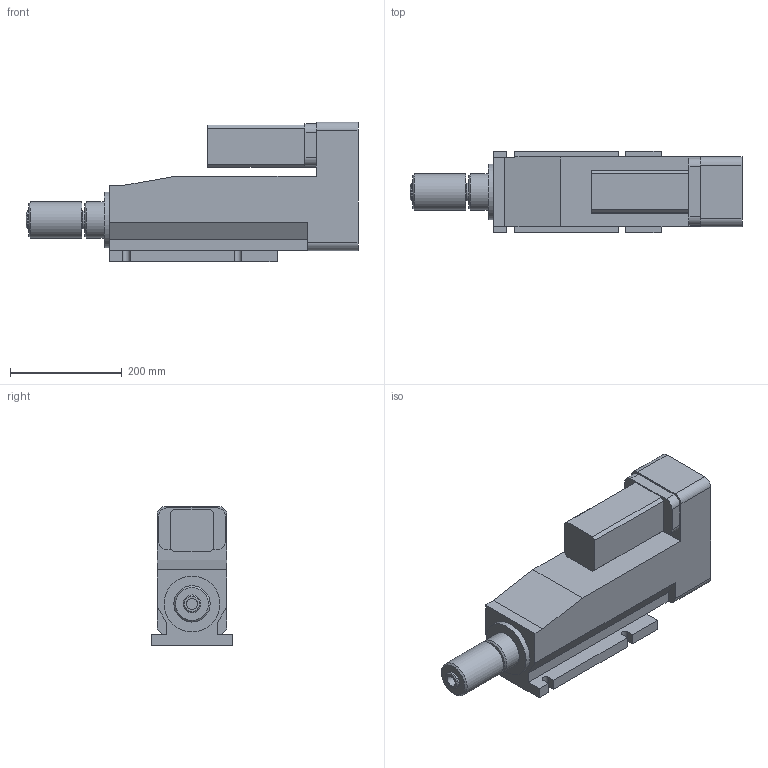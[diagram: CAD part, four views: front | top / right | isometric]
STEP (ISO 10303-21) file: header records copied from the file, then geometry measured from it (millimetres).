
FILE_DESCRIPTION( ( 'STEP AP203' ), '1' );
FILE_NAME( 'JPU-504.stp', '2006-04-03T08:52:21', ( ' ' ), ( ' ' ), 'XStep 1.0', ' ', ' ' );
FILE_SCHEMA( ( 'CONFIG_CONTROL_DESIGN) ( )' ) );
Length unit declared in the file: millimetre
Products named in the file (1): 1
Bounding box: 595 x 146 x 250 mm (x, y, z)
Volume: 10264872.3 mm3; surface area: 432891.6 mm2
Topology: 1 solids, 1 shells, 77 faces, 199 edges, 131 vertices
Faces by surface type: plane 55, cylinder 18, cone 4
Full cylindrical faces by diameter (mm): 20 x1, 32 x2, 65 x2, 100 x1
Entity records: 2318 total; most frequent: CARTESIAN_POINT 396, DIRECTION 384, ORIENTED_EDGE 376, EDGE_CURVE 188, LINE 148, VECTOR 148, VERTEX_POINT 130, AXIS2_PLACEMENT_3D 118
